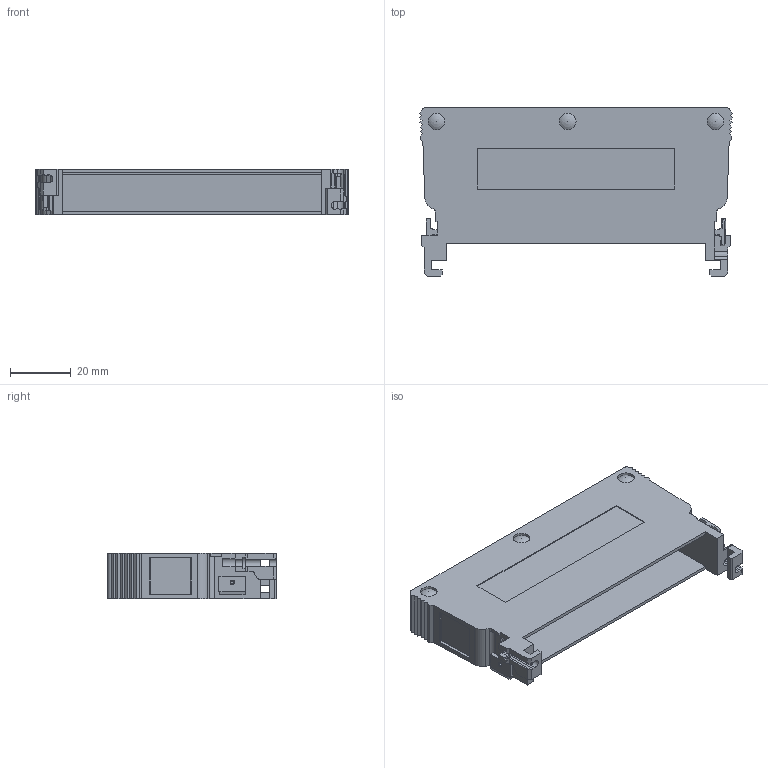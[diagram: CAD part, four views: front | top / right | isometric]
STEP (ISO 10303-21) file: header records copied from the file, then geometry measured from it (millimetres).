
FILE_DESCRIPTION(/* description */ (''),/* implementation_level */ '2;1');
FILE_NAME(/* name */ '100083532ugm000_b.stp',/* time_stamp */ '2017-03-21T13:10:51+01:00',/* author */ (''),/* organization */ (''),/* preprocessor_version */ 'ST-DEVELOPER v16',/* originating_system */ 'SIEMENS PLM Software NX 10.0',/* authorisation */ '');
FILE_SCHEMA (('AUTOMOTIVE_DESIGN { 1 0 10303 214 3 1 1 1 }'));
Length unit declared in the file: millimetre
Products named in the file (1): 100083532ugm000_b
Bounding box: 102.87 x 55.32 x 15 mm (x, y, z)
Volume: 31474.2 mm3; surface area: 21247.6 mm2
Topology: 1 solids, 1 shells, 236 faces, 694 edges, 464 vertices
Faces by surface type: plane 186, cylinder 46, sphere 3, cone 1
Full cylindrical faces by diameter (mm): 1 x1, 5.5 x3
Entity records: 7891 total; most frequent: CARTESIAN_POINT 1434, ORIENTED_EDGE 1366, DIRECTION 1262, EDGE_CURVE 683, LINE 564, VECTOR 564, VERTEX_POINT 464, AXIS2_PLACEMENT_3D 349
